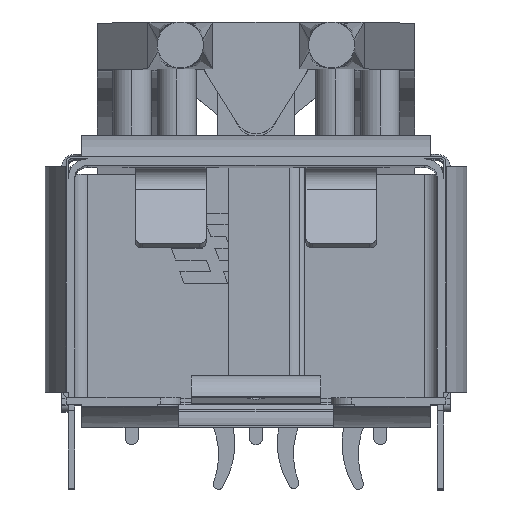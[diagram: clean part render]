
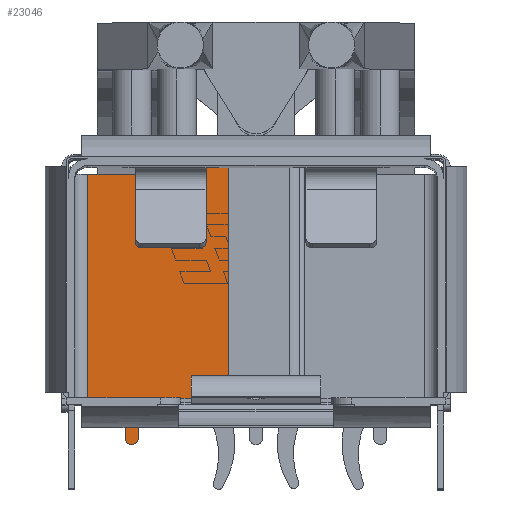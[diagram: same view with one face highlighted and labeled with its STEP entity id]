
A CAD part, top view. The second image highlights one B-rep face of the part: STEP entity #23046.
In plain terms, the highlighted planar face has unit normal (0, 0, 1).
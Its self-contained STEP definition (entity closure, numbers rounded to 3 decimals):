
#6020=DIRECTION('',(1.,0.,0.));
#6021=VECTOR('',#6020,3.49);
#6022=CARTESIAN_POINT('',(-4.55,-4.475,-48.45));
#6023=LINE('',#6022,#6021);
#6088=DIRECTION('',(1.,0.,0.));
#6089=VECTOR('',#6088,1.45);
#6090=CARTESIAN_POINT('',(-6.5,-4.475,-48.45));
#6091=LINE('',#6090,#6089);
#7854=DIRECTION('',(0.,-1.,0.));
#7855=VECTOR('',#7854,1.5);
#7856=CARTESIAN_POINT('',(-4.55,-4.475,-48.45));
#7857=LINE('',#7856,#7855);
#7858=CARTESIAN_POINT('',(-4.8,-5.975,-48.45));
#7859=DIRECTION('',(0.,0.,-1.));
#7860=DIRECTION('',(1.,0.,0.));
#7861=AXIS2_PLACEMENT_3D('',#7858,#7859,#7860);
#7863=DIRECTION('',(0.,1.,0.));
#7864=VECTOR('',#7863,1.5);
#7865=CARTESIAN_POINT('',(-5.05,-5.975,-48.45));
#7866=LINE('',#7865,#7864);
#7867=DIRECTION('',(0.,-1.,0.));
#7868=VECTOR('',#7867,8.7);
#7869=CARTESIAN_POINT('',(-6.5,4.225,-48.45));
#7870=LINE('',#7869,#7868);
#7871=DIRECTION('',(1.,0.,0.));
#7872=VECTOR('',#7871,1.86);
#7873=CARTESIAN_POINT('',(-6.5,4.225,-48.45));
#7874=LINE('',#7873,#7872);
#7895=DIRECTION('',(0.,1.,0.));
#7896=VECTOR('',#7895,9.2);
#7897=CARTESIAN_POINT('',(-1.06,-4.475,-48.45));
#7898=LINE('',#7897,#7896);
#7955=DIRECTION('',(-1.,0.,0.));
#7956=VECTOR('',#7955,3.58);
#7957=CARTESIAN_POINT('',(-1.06,4.725,-48.45));
#7958=LINE('',#7957,#7956);
#7987=DIRECTION('',(0.,-1.,0.));
#7988=VECTOR('',#7987,0.5);
#7989=CARTESIAN_POINT('',(-4.64,4.725,-48.45));
#7990=LINE('',#7989,#7988);
#10850=CARTESIAN_POINT('',(-4.55,-5.975,-48.45));
#10851=CARTESIAN_POINT('',(-5.05,-5.975,-48.45));
#10852=VERTEX_POINT('',#10850);
#10853=VERTEX_POINT('',#10851);
#10859=CARTESIAN_POINT('',(-4.55,-4.475,-48.45));
#10861=VERTEX_POINT('',#10859);
#10863=CARTESIAN_POINT('',(-5.05,-4.475,-48.45));
#10865=VERTEX_POINT('',#10863);
#12614=CARTESIAN_POINT('',(-1.06,-4.475,-48.45));
#12615=VERTEX_POINT('',#12614);
#12814=CARTESIAN_POINT('',(-6.5,4.225,-48.45));
#12815=CARTESIAN_POINT('',(-4.64,4.225,-48.45));
#12816=VERTEX_POINT('',#12814);
#12817=VERTEX_POINT('',#12815);
#12894=CARTESIAN_POINT('',(-1.06,4.725,-48.45));
#12895=VERTEX_POINT('',#12894);
#12896=CARTESIAN_POINT('',(-4.64,4.725,-48.45));
#12897=VERTEX_POINT('',#12896);
#12906=CARTESIAN_POINT('',(-6.5,-4.475,-48.45));
#12907=VERTEX_POINT('',#12906);
#23022=CARTESIAN_POINT('',(0.,0.,-48.45));
#23023=DIRECTION('',(0.,0.,1.));
#23024=DIRECTION('',(1.,0.,0.));
#23025=AXIS2_PLACEMENT_3D('',#23022,#23023,#23024);
#23026=PLANE('',#23025);
#23028=ORIENTED_EDGE('',*,*,#23027,.F.);
#23030=ORIENTED_EDGE('',*,*,#23029,.F.);
#23032=ORIENTED_EDGE('',*,*,#23031,.F.);
#23033=ORIENTED_EDGE('',*,*,#20424,.F.);
#23035=ORIENTED_EDGE('',*,*,#23034,.T.);
#23037=ORIENTED_EDGE('',*,*,#23036,.T.);
#23039=ORIENTED_EDGE('',*,*,#23038,.T.);
#23040=ORIENTED_EDGE('',*,*,#20477,.F.);
#23042=ORIENTED_EDGE('',*,*,#23041,.F.);
#23043=ORIENTED_EDGE('',*,*,#22818,.T.);
#23044=EDGE_LOOP('',(#23028,#23030,#23032,#23033,#23035,#23037,#23039,#23040,
#23042,#23043));
#23045=FACE_OUTER_BOUND('',#23044,.F.);
#23046=ADVANCED_FACE('',(#23045),#23026,.T.);
#7862=CIRCLE('',#7861,0.25);
#20424=EDGE_CURVE('',#10861,#12615,#6023,.T.);
#20477=EDGE_CURVE('',#12907,#10865,#6091,.T.);
#22818=EDGE_CURVE('',#12816,#12817,#7874,.T.);
#23027=EDGE_CURVE('',#12897,#12817,#7990,.T.);
#23029=EDGE_CURVE('',#12895,#12897,#7958,.T.);
#23031=EDGE_CURVE('',#12615,#12895,#7898,.T.);
#23034=EDGE_CURVE('',#10861,#10852,#7857,.T.);
#23036=EDGE_CURVE('',#10852,#10853,#7862,.T.);
#23038=EDGE_CURVE('',#10853,#10865,#7866,.T.);
#23041=EDGE_CURVE('',#12816,#12907,#7870,.T.);
